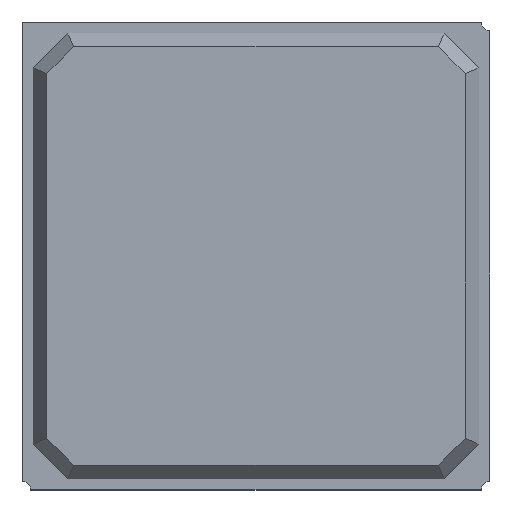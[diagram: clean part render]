
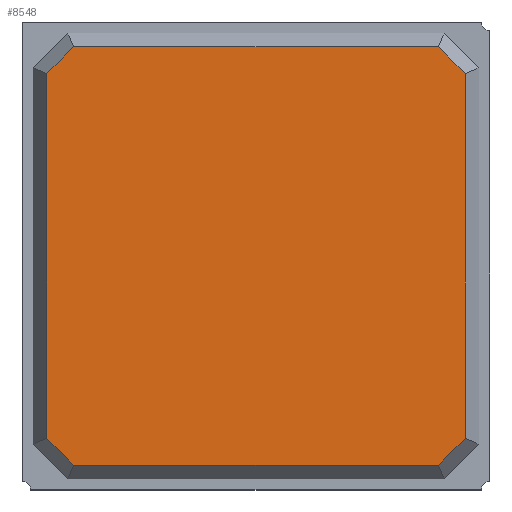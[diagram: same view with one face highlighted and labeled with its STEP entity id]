
A CAD part, top view. The second image highlights one B-rep face of the part: STEP entity #8548.
In plain terms, the highlighted planar face has unit normal (0, 0, 1).
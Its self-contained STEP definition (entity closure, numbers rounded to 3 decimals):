
#1388=FACE_OUTER_BOUND($,#2760,.T.);
#2760=EDGE_LOOP($,(#6442,#6443,#6444,#6445,#6446,#6447,#6448,#6449));
#4131=LINE($,#17529,#4185);
#4134=LINE($,#17535,#4188);
#4137=LINE($,#17541,#4191);
#4140=LINE($,#17547,#4194);
#4143=LINE($,#17553,#4197);
#4146=LINE($,#17559,#4200);
#4149=LINE($,#17565,#4203);
#4152=LINE($,#17569,#4206);
#4185=VECTOR($,#13360,2.183);
#4188=VECTOR($,#13365,21.054);
#4191=VECTOR($,#13370,2.183);
#4194=VECTOR($,#13375,21.054);
#4197=VECTOR($,#13380,2.183);
#4200=VECTOR($,#13385,21.054);
#4203=VECTOR($,#13390,2.183);
#4206=VECTOR($,#13395,21.054);
#4922=VERTEX_POINT($,#17526);
#4923=VERTEX_POINT($,#17528);
#4925=VERTEX_POINT($,#17534);
#4927=VERTEX_POINT($,#17540);
#4929=VERTEX_POINT($,#17546);
#4931=VERTEX_POINT($,#17552);
#4933=VERTEX_POINT($,#17558);
#4935=VERTEX_POINT($,#17564);
#5645=EDGE_CURVE($,#4923,#4922,#4131,.F.);
#5648=EDGE_CURVE($,#4925,#4923,#4134,.F.);
#5651=EDGE_CURVE($,#4927,#4925,#4137,.F.);
#5654=EDGE_CURVE($,#4929,#4927,#4140,.F.);
#5657=EDGE_CURVE($,#4931,#4929,#4143,.F.);
#5660=EDGE_CURVE($,#4933,#4931,#4146,.F.);
#5663=EDGE_CURVE($,#4935,#4933,#4149,.F.);
#5666=EDGE_CURVE($,#4922,#4935,#4152,.F.);
#6442=ORIENTED_EDGE($,*,*,#5666,.T.);
#6443=ORIENTED_EDGE($,*,*,#5663,.T.);
#6444=ORIENTED_EDGE($,*,*,#5660,.T.);
#6445=ORIENTED_EDGE($,*,*,#5657,.T.);
#6446=ORIENTED_EDGE($,*,*,#5654,.T.);
#6447=ORIENTED_EDGE($,*,*,#5651,.T.);
#6448=ORIENTED_EDGE($,*,*,#5648,.T.);
#6449=ORIENTED_EDGE($,*,*,#5645,.T.);
#7851=PLANE($,#11277);
#8548=ADVANCED_FACE($,(#1388),#7851,.F.);
#11277=AXIS2_PLACEMENT_3D($,#17571,#13398,#13399);
#13360=DIRECTION($,(-0.707,-0.707,0.));
#13365=DIRECTION($,(-1.,0.,0.));
#13370=DIRECTION($,(-0.707,0.707,0.));
#13375=DIRECTION($,(0.,1.,0.));
#13380=DIRECTION($,(0.707,0.707,0.));
#13385=DIRECTION($,(1.,0.,0.));
#13390=DIRECTION($,(0.707,-0.707,0.));
#13395=DIRECTION($,(0.,-1.,0.));
#13398=DIRECTION('center_axis',(0.,0.,
-1.));
#13399=DIRECTION('ref_axis',(0.,-1.,0.));
#17526=CARTESIAN_POINT('',(12.071,-10.527,3.45));
#17528=CARTESIAN_POINT('',(10.527,-12.071,3.45));
#17529=CARTESIAN_POINT($,(17.499,-5.099,3.45));
#17534=CARTESIAN_POINT('',(-10.527,-12.071,3.45));
#17535=CARTESIAN_POINT($,(12.717,-12.071,3.45));
#17540=CARTESIAN_POINT('',(-12.071,-10.527,3.45));
#17541=CARTESIAN_POINT($,(-11.849,-10.749,3.45));
#17546=CARTESIAN_POINT('',(-12.071,10.527,3.45));
#17547=CARTESIAN_POINT($,(-12.071,0.782,3.45));
#17552=CARTESIAN_POINT('',(-10.527,12.071,3.45));
#17553=CARTESIAN_POINT($,(-3.999,18.599,3.45));
#17558=CARTESIAN_POINT('',(10.527,12.071,3.45));
#17559=CARTESIAN_POINT($,(12.717,12.071,3.45));
#17564=CARTESIAN_POINT('',(12.071,10.527,3.45));
#17565=CARTESIAN_POINT($,(11.849,10.749,3.45));
#17569=CARTESIAN_POINT($,(12.071,0.782,3.45));
#17571=CARTESIAN_POINT('Origin',(13.5,13.5,3.45));
